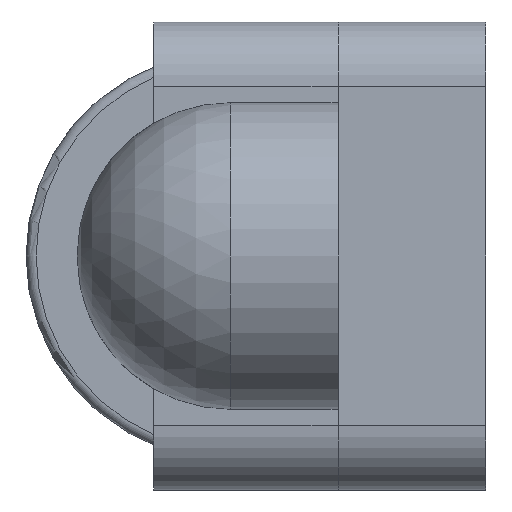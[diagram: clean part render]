
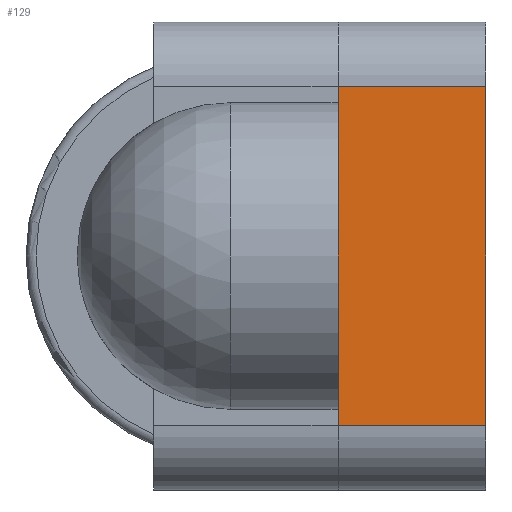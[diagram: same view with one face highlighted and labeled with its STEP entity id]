
A CAD part, left-side view. The second image highlights one B-rep face of the part: STEP entity #129.
In plain terms, the highlighted planar face has unit normal (-1, 0, 0).
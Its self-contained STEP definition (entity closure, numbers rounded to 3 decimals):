
#129=ADVANCED_FACE('',(#253),#254,.T.);
#253=FACE_OUTER_BOUND('',#379,.T.);
#254=PLANE('',#380);
#379=EDGE_LOOP('',(#835,#836,#837,#838));
#380=AXIS2_PLACEMENT_3D('',#839,#840,#841);
#835=ORIENTED_EDGE('',*,*,#984,.T.);
#836=ORIENTED_EDGE('',*,*,#1007,.F.);
#837=ORIENTED_EDGE('',*,*,#999,.F.);
#838=ORIENTED_EDGE('',*,*,#1006,.T.);
#839=CARTESIAN_POINT('',(-17.4,0.,-6.3));
#840=DIRECTION('',(-1.0,0.,0.));
#841=DIRECTION('',(0.,0.,1.0));
#984=EDGE_CURVE('',#1223,#1221,#1224,.T.);
#999=EDGE_CURVE('',#1247,#1249,#1250,.T.);
#1006=EDGE_CURVE('',#1247,#1223,#1257,.T.);
#1007=EDGE_CURVE('',#1249,#1221,#1258,.T.);
#1221=VERTEX_POINT('',#1862);
#1223=VERTEX_POINT('',#1864);
#1224=LINE('',#1865,#1866);
#1247=VERTEX_POINT('',#1898);
#1249=VERTEX_POINT('',#1900);
#1250=LINE('',#1901,#1902);
#1257=LINE('',#1914,#1915);
#1258=LINE('',#1916,#1917);
#1862=CARTESIAN_POINT('',(-17.4,11.0,-12.6));
#1864=CARTESIAN_POINT('',(-17.4,11.0,12.6));
#1865=CARTESIAN_POINT('',(-17.4,11.0,12.6));
#1866=VECTOR('',#2176,1.0);
#1898=CARTESIAN_POINT('',(-17.4,0.,12.6));
#1900=CARTESIAN_POINT('',(-17.4,0.,-12.6));
#1901=CARTESIAN_POINT('',(-17.4,0.,12.6));
#1902=VECTOR('',#2201,1.0);
#1914=CARTESIAN_POINT('',(-17.4,0.,12.6));
#1915=VECTOR('',#2210,1.0);
#1916=CARTESIAN_POINT('',(-17.4,0.,-12.6));
#1917=VECTOR('',#2211,1.0);
#2176=DIRECTION('',(0.,0.,-1.0));
#2201=DIRECTION('',(0.,0.,-1.0));
#2210=DIRECTION('',(0.0,1.0,0.));
#2211=DIRECTION('',(0.0,1.0,0.));
